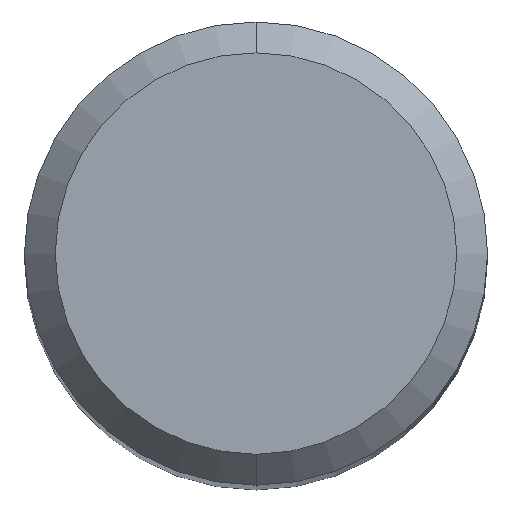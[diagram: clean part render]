
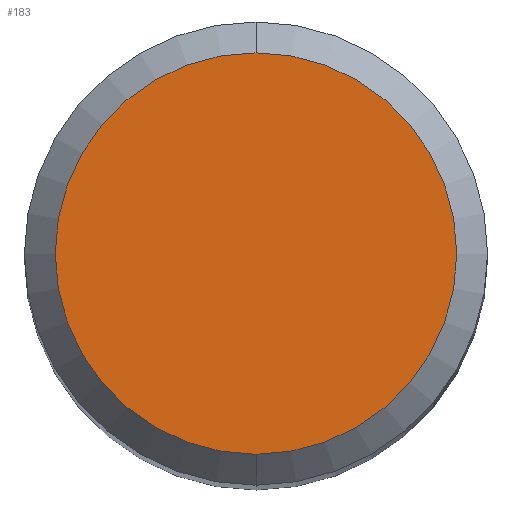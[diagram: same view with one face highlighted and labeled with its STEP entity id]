
A CAD part, top view. The second image highlights one B-rep face of the part: STEP entity #183.
In plain terms, the highlighted planar face has unit normal (0, 0, 1).
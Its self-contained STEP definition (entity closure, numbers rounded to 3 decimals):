
#121=EDGE_CURVE('',#195,#191,#274,.T.);
#163=EDGE_CURVE('',#191,#195,#323,.T.);
#183=ADVANCED_FACE('',(#346),#347,.T.);
#191=VERTEX_POINT('',#355);
#195=VERTEX_POINT('',#359);
#274=CIRCLE('',#448,2.6);
#323=CIRCLE('',#509,2.6);
#346=FACE_OUTER_BOUND('',#536,.T.);
#347=PLANE('',#537);
#355=CARTESIAN_POINT('',(0.,-2.6,0.));
#359=CARTESIAN_POINT('',(0.0,2.6,0.));
#448=AXIS2_PLACEMENT_3D('',#631,#632,#633);
#509=AXIS2_PLACEMENT_3D('',#703,#704,#705);
#536=EDGE_LOOP('',(#736,#737));
#537=AXIS2_PLACEMENT_3D('',#738,#739,#740);
#631=CARTESIAN_POINT('',(0.0,0.0,0.));
#632=DIRECTION('',(0.0,0.0,-1.0));
#633=DIRECTION('',(0.0,1.0,0.0));
#703=CARTESIAN_POINT('',(0.0,0.0,0.));
#704=DIRECTION('',(0.0,0.0,-1.0));
#705=DIRECTION('',(0.0,1.0,0.0));
#736=ORIENTED_EDGE('',*,*,#121,.F.);
#737=ORIENTED_EDGE('',*,*,#163,.F.);
#738=CARTESIAN_POINT('',(0.0,1.3,0.));
#739=DIRECTION('',(-0.0,0.0,1.0));
#740=DIRECTION('',(0.0,-1.0,0.0));
